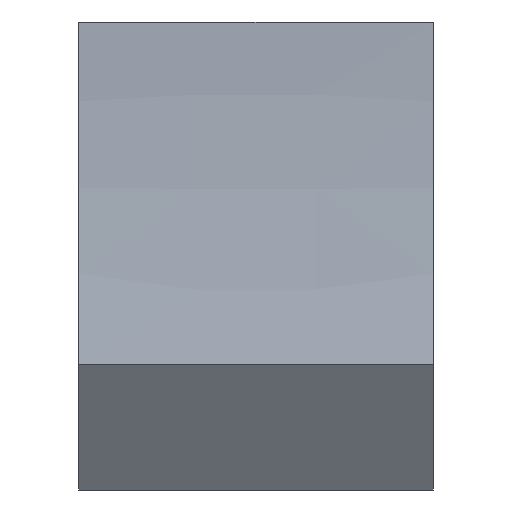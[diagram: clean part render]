
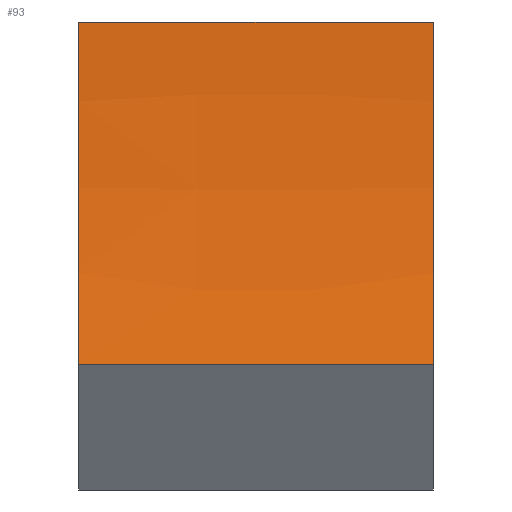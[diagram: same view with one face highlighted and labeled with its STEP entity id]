
A CAD part, left-side view. The second image highlights one B-rep face of the part: STEP entity #93.
In plain terms, the highlighted free-form (B-spline) face has degree [3, 3] with [4, 7] control points.
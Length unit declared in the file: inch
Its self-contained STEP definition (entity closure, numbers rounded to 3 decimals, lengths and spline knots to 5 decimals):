
#17=B_SPLINE_SURFACE_WITH_KNOTS('',3,3,((#253,#254,#255,#256,#257,#258,
#259),(#260,#261,#262,#263,#264,#265,#266),(#267,#268,#269,#270,#271,#272,
#273),(#274,#275,#276,#277,#278,#279,#280)),.UNSPECIFIED.,.F.,.F.,.F.,(4,
4),(4,1,1,1,4),(-19.05,0.),(2.27251,2.35644,2.45522,
2.55277,2.62013),.UNSPECIFIED.);
#23=FACE_OUTER_BOUND('',#29,.T.);
#29=EDGE_LOOP('',(#79,#80,#81,#82));
#32=B_SPLINE_CURVE_WITH_KNOTS('',3,(#128,#129,#130,#131,#132,#133),
 .UNSPECIFIED.,.F.,.F.,(4,2,4),(-19.05,-9.525,0.),.UNSPECIFIED.);
#38=B_SPLINE_CURVE_WITH_KNOTS('',3,(#170,#171,#172,#173,#174,#175),
 .UNSPECIFIED.,.F.,.F.,(4,2,4),(-19.05,-9.525,0.),.UNSPECIFIED.);
#41=B_SPLINE_CURVE_WITH_KNOTS('',3,(#246,#247,#248,#249,#250,#251,#252),
 .UNSPECIFIED.,.F.,.F.,(4,1,1,1,4),(2.27251,2.35644,2.45522,
2.55277,2.62013),.UNSPECIFIED.);
#42=B_SPLINE_CURVE_WITH_KNOTS('',3,(#281,#282,#283,#284,#285,#286,#287),
 .UNSPECIFIED.,.F.,.F.,(4,1,1,1,4),(2.27251,2.35644,2.45522,
2.55277,2.62013),.UNSPECIFIED.);
#43=VERTEX_POINT('',#119);
#45=VERTEX_POINT('',#127);
#48=VERTEX_POINT('',#149);
#50=VERTEX_POINT('',#163);
#52=EDGE_CURVE('',#45,#43,#32,.T.);
#58=EDGE_CURVE('',#48,#50,#38,.T.);
#61=EDGE_CURVE('',#43,#48,#41,.T.);
#62=EDGE_CURVE('',#45,#50,#42,.T.);
#79=ORIENTED_EDGE('',*,*,#52,.T.);
#80=ORIENTED_EDGE('',*,*,#61,.T.);
#81=ORIENTED_EDGE('',*,*,#58,.T.);
#82=ORIENTED_EDGE('',*,*,#62,.F.);
#93=ADVANCED_FACE('',(#23),#17,.F.);
#119=CARTESIAN_POINT('',(-45.20873,7.75,22.62262));
#127=CARTESIAN_POINT('',(-45.20873,0.25,22.62262));
#128=CARTESIAN_POINT('Ctrl Pts',(-45.20873,0.25,22.62262));
#129=CARTESIAN_POINT('Ctrl Pts',(-45.20873,1.5,22.62262));
#130=CARTESIAN_POINT('Ctrl Pts',(-45.20873,2.75,22.62262));
#131=CARTESIAN_POINT('Ctrl Pts',(-45.20873,5.25,22.62262));
#132=CARTESIAN_POINT('Ctrl Pts',(-45.20873,6.5,22.62262));
#133=CARTESIAN_POINT('Ctrl Pts',(-45.20873,7.75,22.62262));
#149=CARTESIAN_POINT('',(-61.13898,7.75,15.39281));
#163=CARTESIAN_POINT('',(-61.13898,0.25,15.39281));
#170=CARTESIAN_POINT('Ctrl Pts',(-61.13898,7.75,15.39281));
#171=CARTESIAN_POINT('Ctrl Pts',(-61.13898,6.5,15.39281));
#172=CARTESIAN_POINT('Ctrl Pts',(-61.13898,5.25,15.39281));
#173=CARTESIAN_POINT('Ctrl Pts',(-61.13898,2.75,15.39281));
#174=CARTESIAN_POINT('Ctrl Pts',(-61.13898,1.5,15.39281));
#175=CARTESIAN_POINT('Ctrl Pts',(-61.13898,0.25,15.39281));
#246=CARTESIAN_POINT('Ctrl Pts',(-45.20873,7.75,22.62262));
#247=CARTESIAN_POINT('Ctrl Pts',(-46.72009,7.75,22.13475));
#248=CARTESIAN_POINT('Ctrl Pts',(-49.90122,7.75,21.01945));
#249=CARTESIAN_POINT('Ctrl Pts',(-54.38664,7.75,19.14094));
#250=CARTESIAN_POINT('Ctrl Pts',(-58.177,7.75,17.21497));
#251=CARTESIAN_POINT('Ctrl Pts',(-60.30902,7.75,15.93072));
#252=CARTESIAN_POINT('Ctrl Pts',(-61.13898,7.75,15.39281));
#253=CARTESIAN_POINT('Ctrl Pts',(-45.20873,7.75,22.62262));
#254=CARTESIAN_POINT('Ctrl Pts',(-46.72009,7.75,22.13475));
#255=CARTESIAN_POINT('Ctrl Pts',(-49.90122,7.75,21.01945));
#256=CARTESIAN_POINT('Ctrl Pts',(-54.38664,7.75,19.14094));
#257=CARTESIAN_POINT('Ctrl Pts',(-58.177,7.75,17.21497));
#258=CARTESIAN_POINT('Ctrl Pts',(-60.30902,7.75,15.93072));
#259=CARTESIAN_POINT('Ctrl Pts',(-61.13898,7.75,15.39281));
#260=CARTESIAN_POINT('Ctrl Pts',(-45.20873,5.25,22.62262));
#261=CARTESIAN_POINT('Ctrl Pts',(-46.72009,5.25,22.13475));
#262=CARTESIAN_POINT('Ctrl Pts',(-49.90122,5.25,21.01945));
#263=CARTESIAN_POINT('Ctrl Pts',(-54.38664,5.25,19.14094));
#264=CARTESIAN_POINT('Ctrl Pts',(-58.177,5.25,17.21497));
#265=CARTESIAN_POINT('Ctrl Pts',(-60.30902,5.25,15.93072));
#266=CARTESIAN_POINT('Ctrl Pts',(-61.13898,5.25,15.39281));
#267=CARTESIAN_POINT('Ctrl Pts',(-45.20873,2.75,22.62262));
#268=CARTESIAN_POINT('Ctrl Pts',(-46.72009,2.75,22.13475));
#269=CARTESIAN_POINT('Ctrl Pts',(-49.90122,2.75,21.01945));
#270=CARTESIAN_POINT('Ctrl Pts',(-54.38664,2.75,19.14094));
#271=CARTESIAN_POINT('Ctrl Pts',(-58.177,2.75,17.21497));
#272=CARTESIAN_POINT('Ctrl Pts',(-60.30902,2.75,15.93072));
#273=CARTESIAN_POINT('Ctrl Pts',(-61.13898,2.75,15.39281));
#274=CARTESIAN_POINT('Ctrl Pts',(-45.20873,0.25,22.62262));
#275=CARTESIAN_POINT('Ctrl Pts',(-46.72009,0.25,22.13475));
#276=CARTESIAN_POINT('Ctrl Pts',(-49.90122,0.25,21.01945));
#277=CARTESIAN_POINT('Ctrl Pts',(-54.38664,0.25,19.14094));
#278=CARTESIAN_POINT('Ctrl Pts',(-58.177,0.25,17.21497));
#279=CARTESIAN_POINT('Ctrl Pts',(-60.30902,0.25,15.93072));
#280=CARTESIAN_POINT('Ctrl Pts',(-61.13898,0.25,15.39281));
#281=CARTESIAN_POINT('Ctrl Pts',(-45.20873,0.25,22.62262));
#282=CARTESIAN_POINT('Ctrl Pts',(-46.72009,0.25,22.13475));
#283=CARTESIAN_POINT('Ctrl Pts',(-49.90122,0.25,21.01945));
#284=CARTESIAN_POINT('Ctrl Pts',(-54.38664,0.25,19.14094));
#285=CARTESIAN_POINT('Ctrl Pts',(-58.177,0.25,17.21497));
#286=CARTESIAN_POINT('Ctrl Pts',(-60.30902,0.25,15.93072));
#287=CARTESIAN_POINT('Ctrl Pts',(-61.13898,0.25,15.39281));
